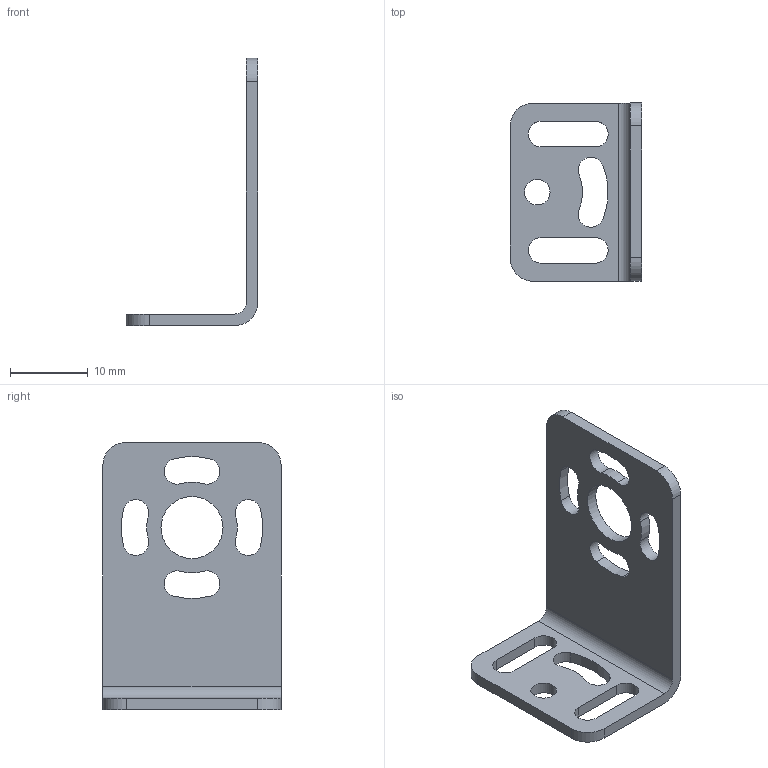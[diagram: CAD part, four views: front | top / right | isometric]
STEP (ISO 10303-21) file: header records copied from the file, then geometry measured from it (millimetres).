
FILE_DESCRIPTION(/* description */ (''),/* implementation_level */ '2;1');
FILE_NAME(/* name */ 'ipf_z3d_AO000580.stp',/* time_stamp */ '2019-10-22T10:18:58+02:00',/* author */ ('g.aydin'),/* organization */ (''),/* preprocessor_version */ 'ST-DEVELOPER v15.2',/* originating_system */ 'Autodesk Inventor 2014',/* authorisation */ '');
FILE_SCHEMA (('AUTOMOTIVE_DESIGN { 1 0 10303 214 3 1 1 }'));
Length unit declared in the file: millimetre
Products named in the file (1): ipf_z3d_AO000580
Bounding box: 17 x 23 x 34.5 mm (x, y, z)
Volume: 1325.8 mm3; surface area: 2245.1 mm2
Topology: 1 solids, 1 shells, 44 faces, 127 edges, 85 vertices
Faces by surface type: cylinder 32, plane 12
Full cylindrical faces by diameter (mm): 3.3 x1, 8 x1
Entity records: 1531 total; most frequent: DIRECTION 278, CARTESIAN_POINT 253, ORIENTED_EDGE 248, EDGE_CURVE 124, AXIS2_PLACEMENT_3D 109, VERTEX_POINT 84, EDGE_LOOP 64, CIRCLE 64
